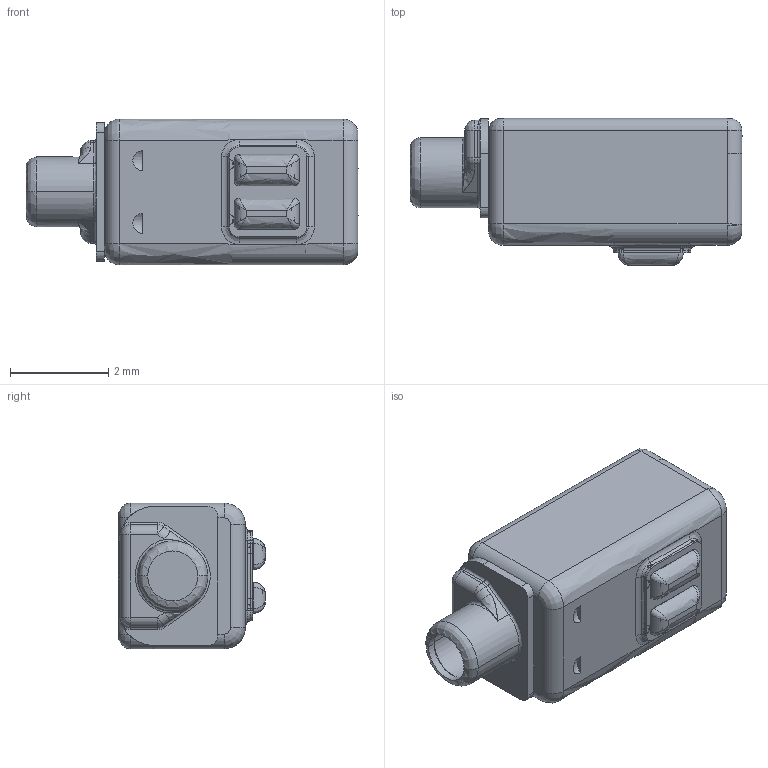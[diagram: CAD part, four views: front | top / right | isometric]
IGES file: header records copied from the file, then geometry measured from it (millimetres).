
Start section:  PTC IGES file: raf-32902-000_sw.igs
Global section: file name: raf-32902-000_sw.igs; native system: Creo Parametric by PTC Inc.; preprocessor: 2015290; author: SSUN; organization: Unknown; date: 20160505.081103; units: inch
Bounding box: 6.74 x 2.99 x 2.96 mm (x, y, z)
Surface area: 155.5 mm2 (no closed solid volume)
Topology: 0 solids, 0 shells, 310 faces, 1466 edges, 1464 vertices
Faces by surface type: revolution 192, bspline 118
